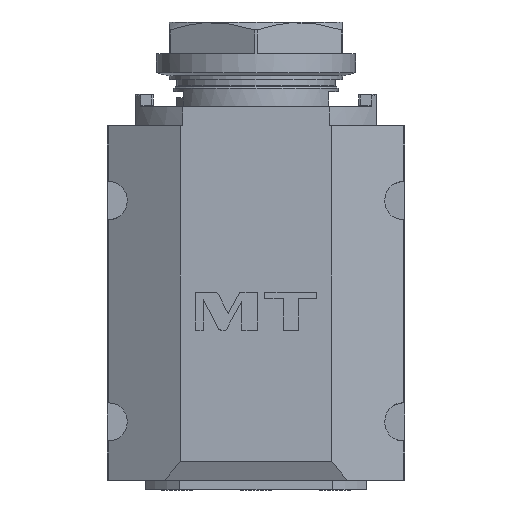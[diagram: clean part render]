
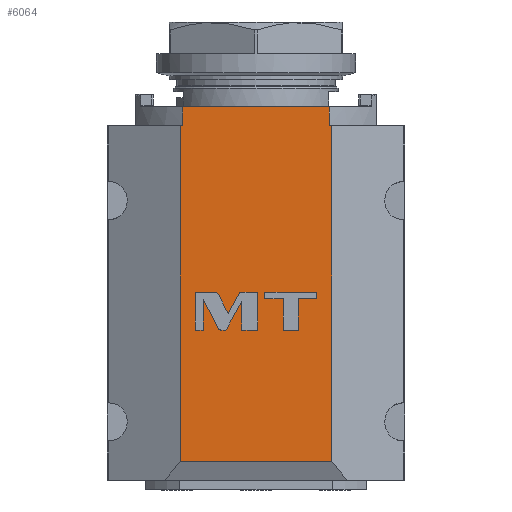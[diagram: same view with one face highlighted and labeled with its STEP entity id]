
A CAD part, left-side view. The second image highlights one B-rep face of the part: STEP entity #6064.
In plain terms, the highlighted planar face has unit normal (-1, 0, 0).
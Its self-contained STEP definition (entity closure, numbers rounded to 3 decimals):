
#56=DIRECTION('',(0.,0.,1.));
#57=VECTOR('',#56,6.);
#58=CARTESIAN_POINT('',(-138.,-23.157,58.7));
#59=LINE('',#58,#57);
#73=DIRECTION('',(0.,-1.,0.));
#74=VECTOR('',#73,0.843);
#75=CARTESIAN_POINT('',(-138.,24.,58.7));
#76=LINE('',#75,#74);
#77=DIRECTION('',(0.,1.,0.));
#78=VECTOR('',#77,46.314);
#79=CARTESIAN_POINT('',(-138.,-23.157,64.7));
#80=LINE('',#79,#78);
#81=DIRECTION('',(0.,-1.,0.));
#82=VECTOR('',#81,0.843);
#83=CARTESIAN_POINT('',(-138.,-23.157,58.7));
#84=LINE('',#83,#82);
#85=DIRECTION('',(0.,0.,1.));
#86=VECTOR('',#85,106.2);
#87=CARTESIAN_POINT('',(-138.,-24.,-47.5));
#88=LINE('',#87,#86);
#89=DIRECTION('',(0.,1.,0.));
#90=VECTOR('',#89,48.);
#91=CARTESIAN_POINT('',(-138.,-24.,-47.5));
#92=LINE('',#91,#90);
#93=DIRECTION('',(0.,0.,1.));
#94=VECTOR('',#93,106.2);
#95=CARTESIAN_POINT('',(-138.,24.,-47.5));
#96=LINE('',#95,#94);
#97=CARTESIAN_POINT('',(-138.,11.863,5.219));
#98=CARTESIAN_POINT('',(-138.,12.112,5.701));
#99=CARTESIAN_POINT('',(-138.,12.604,6.));
#100=CARTESIAN_POINT('',(-138.,13.146,6.));
#102=DIRECTION('',(0.,1.,0.));
#103=VECTOR('',#102,6.032);
#104=CARTESIAN_POINT('',(-138.,13.146,6.));
#105=LINE('',#104,#103);
#106=DIRECTION('',(0.,0.,-1.));
#107=VECTOR('',#106,12.);
#108=CARTESIAN_POINT('',(-138.,19.178,6.));
#109=LINE('',#108,#107);
#110=DIRECTION('',(0.,-1.,0.));
#111=VECTOR('',#110,2.496);
#112=CARTESIAN_POINT('',(-138.,19.178,-6.));
#113=LINE('',#112,#111);
#114=DIRECTION('',(0.,0.,1.));
#115=VECTOR('',#114,9.721);
#116=CARTESIAN_POINT('',(-138.,16.682,-6.));
#117=LINE('',#116,#115);
#118=DIRECTION('',(0.,-0.459,-0.888));
#119=VECTOR('',#118,10.064);
#120=CARTESIAN_POINT('',(-138.,16.682,3.721));
#121=LINE('',#120,#119);
#122=CARTESIAN_POINT('',(-138.,12.059,-5.219));
#123=CARTESIAN_POINT('',(-138.,11.81,-5.701));
#124=CARTESIAN_POINT('',(-138.,11.318,-6.));
#125=CARTESIAN_POINT('',(-138.,10.775,-6.));
#127=DIRECTION('',(0.,-1.,0.));
#128=VECTOR('',#127,1.252);
#129=CARTESIAN_POINT('',(-138.,10.775,-6.));
#130=LINE('',#129,#128);
#131=DIRECTION('',(0.,-0.481,0.877));
#132=VECTOR('',#131,10.412);
#133=CARTESIAN_POINT('',(-138.,9.523,-6.));
#134=LINE('',#133,#132);
#135=DIRECTION('',(0.,0.,-1.));
#136=VECTOR('',#135,9.127);
#137=CARTESIAN_POINT('',(-138.,4.513,3.127));
#138=LINE('',#137,#136);
#139=DIRECTION('',(0.,-1.,0.));
#140=VECTOR('',#139,5.05);
#141=CARTESIAN_POINT('',(-138.,4.513,-6.));
#142=LINE('',#141,#140);
#143=DIRECTION('',(0.,0.,1.));
#144=VECTOR('',#143,12.);
#145=CARTESIAN_POINT('',(-138.,-0.537,-6.));
#146=LINE('',#145,#144);
#147=DIRECTION('',(0.,1.,0.));
#148=VECTOR('',#147,5.693);
#149=CARTESIAN_POINT('',(-138.,-0.537,6.));
#150=LINE('',#149,#148);
#151=DIRECTION('',(0.,0.481,-0.877));
#152=VECTOR('',#151,7.609);
#153=CARTESIAN_POINT('',(-138.,5.156,6.));
#154=LINE('',#153,#152);
#155=DIRECTION('',(0.,0.459,0.888));
#156=VECTOR('',#155,6.63);
#157=CARTESIAN_POINT('',(-138.,8.818,-0.67));
#158=LINE('',#157,#156);
#159=DIRECTION('',(0.,0.,-1.));
#160=VECTOR('',#159,9.956);
#161=CARTESIAN_POINT('',(-138.,-8.607,3.956));
#162=LINE('',#161,#160);
#163=DIRECTION('',(0.,-1.,0.));
#164=VECTOR('',#163,4.752);
#165=CARTESIAN_POINT('',(-138.,-8.607,-6.));
#166=LINE('',#165,#164);
#167=DIRECTION('',(0.,0.,1.));
#168=VECTOR('',#167,9.956);
#169=CARTESIAN_POINT('',(-138.,-13.359,-6.));
#170=LINE('',#169,#168);
#171=DIRECTION('',(0.,-1.,0.));
#172=VECTOR('',#171,5.818);
#173=CARTESIAN_POINT('',(-138.,-13.359,3.956));
#174=LINE('',#173,#172);
#175=DIRECTION('',(0.,0.,1.));
#176=VECTOR('',#175,2.044);
#177=CARTESIAN_POINT('',(-138.,-19.177,3.956));
#178=LINE('',#177,#176);
#179=DIRECTION('',(0.,1.,0.));
#180=VECTOR('',#179,16.388);
#181=CARTESIAN_POINT('',(-138.,-19.177,6.));
#182=LINE('',#181,#180);
#183=DIRECTION('',(0.,0.,-1.));
#184=VECTOR('',#183,2.044);
#185=CARTESIAN_POINT('',(-138.,-2.789,6.));
#186=LINE('',#185,#184);
#187=DIRECTION('',(0.,-1.,0.));
#188=VECTOR('',#187,5.818);
#189=CARTESIAN_POINT('',(-138.,-2.789,3.956));
#190=LINE('',#189,#188);
#255=DIRECTION('',(0.,0.,1.));
#256=VECTOR('',#255,6.);
#257=CARTESIAN_POINT('',(-138.,23.157,58.7));
#258=LINE('',#257,#256);
#4938=CARTESIAN_POINT('',(-138.,24.,58.7));
#4940=VERTEX_POINT('',#4938);
#4942=CARTESIAN_POINT('',(-138.,-24.,58.7));
#4944=VERTEX_POINT('',#4942);
#4989=CARTESIAN_POINT('',(-138.,-24.,-47.5));
#4990=CARTESIAN_POINT('',(-138.,24.,-47.5));
#4991=VERTEX_POINT('',#4989);
#4992=VERTEX_POINT('',#4990);
#5674=CARTESIAN_POINT('',(-138.,-23.157,64.7));
#5675=CARTESIAN_POINT('',(-138.,23.157,64.7));
#5676=VERTEX_POINT('',#5674);
#5677=VERTEX_POINT('',#5675);
#5685=CARTESIAN_POINT('',(-138.,23.157,58.7));
#5687=VERTEX_POINT('',#5685);
#5688=CARTESIAN_POINT('',(-138.,-23.157,58.7));
#5690=VERTEX_POINT('',#5688);
#5867=CARTESIAN_POINT('',(-138.,11.863,5.219));
#5868=VERTEX_POINT('',#5867);
#5869=CARTESIAN_POINT('',(-138.,13.146,6.));
#5870=VERTEX_POINT('',#5869);
#5871=CARTESIAN_POINT('',(-138.,19.178,6.));
#5872=VERTEX_POINT('',#5871);
#5873=CARTESIAN_POINT('',(-138.,19.178,-6.));
#5874=VERTEX_POINT('',#5873);
#5875=CARTESIAN_POINT('',(-138.,16.682,-6.));
#5876=VERTEX_POINT('',#5875);
#5877=CARTESIAN_POINT('',(-138.,16.682,3.721));
#5878=VERTEX_POINT('',#5877);
#5879=CARTESIAN_POINT('',(-138.,12.059,-5.219));
#5880=VERTEX_POINT('',#5879);
#5881=CARTESIAN_POINT('',(-138.,10.775,-6.));
#5882=VERTEX_POINT('',#5881);
#5883=CARTESIAN_POINT('',(-138.,9.523,-6.));
#5884=VERTEX_POINT('',#5883);
#5885=CARTESIAN_POINT('',(-138.,4.513,3.127));
#5886=VERTEX_POINT('',#5885);
#5887=CARTESIAN_POINT('',(-138.,4.513,-6.));
#5888=VERTEX_POINT('',#5887);
#5889=CARTESIAN_POINT('',(-138.,-0.537,-6.));
#5890=VERTEX_POINT('',#5889);
#5891=CARTESIAN_POINT('',(-138.,-0.537,6.));
#5892=VERTEX_POINT('',#5891);
#5893=CARTESIAN_POINT('',(-138.,5.156,6.));
#5894=VERTEX_POINT('',#5893);
#5895=CARTESIAN_POINT('',(-138.,8.818,-0.67));
#5896=VERTEX_POINT('',#5895);
#5897=CARTESIAN_POINT('',(-138.,-8.607,3.956));
#5898=VERTEX_POINT('',#5897);
#5899=CARTESIAN_POINT('',(-138.,-8.607,-6.));
#5900=VERTEX_POINT('',#5899);
#5901=CARTESIAN_POINT('',(-138.,-13.359,-6.));
#5902=VERTEX_POINT('',#5901);
#5903=CARTESIAN_POINT('',(-138.,-13.359,3.956));
#5904=VERTEX_POINT('',#5903);
#5905=CARTESIAN_POINT('',(-138.,-19.177,3.956));
#5906=VERTEX_POINT('',#5905);
#5907=CARTESIAN_POINT('',(-138.,-19.177,6.));
#5908=VERTEX_POINT('',#5907);
#5909=CARTESIAN_POINT('',(-138.,-2.789,6.));
#5910=VERTEX_POINT('',#5909);
#5911=CARTESIAN_POINT('',(-138.,-2.789,3.956));
#5912=VERTEX_POINT('',#5911);
#5993=CARTESIAN_POINT('',(-138.,0.,0.));
#5994=DIRECTION('',(1.,0.,0.));
#5995=DIRECTION('',(0.,1.,0.));
#5996=AXIS2_PLACEMENT_3D('',#5993,#5994,#5995);
#5997=PLANE('',#5996);
#5999=ORIENTED_EDGE('',*,*,#5998,.T.);
#6001=ORIENTED_EDGE('',*,*,#6000,.T.);
#6003=ORIENTED_EDGE('',*,*,#6002,.F.);
#6004=ORIENTED_EDGE('',*,*,#5978,.F.);
#6005=ORIENTED_EDGE('',*,*,#5967,.T.);
#6007=ORIENTED_EDGE('',*,*,#6006,.F.);
#6009=ORIENTED_EDGE('',*,*,#6008,.T.);
#6011=ORIENTED_EDGE('',*,*,#6010,.T.);
#6012=EDGE_LOOP('',(#5999,#6001,#6003,#6004,#6005,#6007,#6009,#6011));
#6013=FACE_OUTER_BOUND('',#6012,.F.);
#6015=ORIENTED_EDGE('',*,*,#6014,.T.);
#6017=ORIENTED_EDGE('',*,*,#6016,.T.);
#6019=ORIENTED_EDGE('',*,*,#6018,.T.);
#6021=ORIENTED_EDGE('',*,*,#6020,.T.);
#6023=ORIENTED_EDGE('',*,*,#6022,.T.);
#6025=ORIENTED_EDGE('',*,*,#6024,.T.);
#6027=ORIENTED_EDGE('',*,*,#6026,.T.);
#6029=ORIENTED_EDGE('',*,*,#6028,.T.);
#6031=ORIENTED_EDGE('',*,*,#6030,.T.);
#6033=ORIENTED_EDGE('',*,*,#6032,.T.);
#6035=ORIENTED_EDGE('',*,*,#6034,.T.);
#6037=ORIENTED_EDGE('',*,*,#6036,.T.);
#6039=ORIENTED_EDGE('',*,*,#6038,.T.);
#6041=ORIENTED_EDGE('',*,*,#6040,.T.);
#6043=ORIENTED_EDGE('',*,*,#6042,.T.);
#6044=EDGE_LOOP('',(#6015,#6017,#6019,#6021,#6023,#6025,#6027,#6029,#6031,#6033,
#6035,#6037,#6039,#6041,#6043));
#6045=FACE_BOUND('',#6044,.F.);
#6047=ORIENTED_EDGE('',*,*,#6046,.T.);
#6049=ORIENTED_EDGE('',*,*,#6048,.T.);
#6051=ORIENTED_EDGE('',*,*,#6050,.T.);
#6053=ORIENTED_EDGE('',*,*,#6052,.T.);
#6055=ORIENTED_EDGE('',*,*,#6054,.T.);
#6057=ORIENTED_EDGE('',*,*,#6056,.T.);
#6059=ORIENTED_EDGE('',*,*,#6058,.T.);
#6061=ORIENTED_EDGE('',*,*,#6060,.T.);
#6062=EDGE_LOOP('',(#6047,#6049,#6051,#6053,#6055,#6057,#6059,#6061));
#6063=FACE_BOUND('',#6062,.F.);
#6064=ADVANCED_FACE('',(#6013,#6045,#6063),#5997,.F.);
#101=B_SPLINE_CURVE_WITH_KNOTS('',3,(#97,#98,#99,#100),.UNSPECIFIED.,.F.,.F.,(4,
4),(0.,1.),.UNSPECIFIED.);
#126=B_SPLINE_CURVE_WITH_KNOTS('',3,(#122,#123,#124,#125),.UNSPECIFIED.,.F.,.F.,
(4,4),(0.,1.),.UNSPECIFIED.);
#5967=EDGE_CURVE('',#5690,#4944,#84,.T.);
#5978=EDGE_CURVE('',#5690,#5676,#59,.T.);
#5998=EDGE_CURVE('',#4940,#5687,#76,.T.);
#6000=EDGE_CURVE('',#5687,#5677,#258,.T.);
#6002=EDGE_CURVE('',#5676,#5677,#80,.T.);
#6006=EDGE_CURVE('',#4991,#4944,#88,.T.);
#6008=EDGE_CURVE('',#4991,#4992,#92,.T.);
#6010=EDGE_CURVE('',#4992,#4940,#96,.T.);
#6014=EDGE_CURVE('',#5868,#5870,#101,.T.);
#6016=EDGE_CURVE('',#5870,#5872,#105,.T.);
#6018=EDGE_CURVE('',#5872,#5874,#109,.T.);
#6020=EDGE_CURVE('',#5874,#5876,#113,.T.);
#6022=EDGE_CURVE('',#5876,#5878,#117,.T.);
#6024=EDGE_CURVE('',#5878,#5880,#121,.T.);
#6026=EDGE_CURVE('',#5880,#5882,#126,.T.);
#6028=EDGE_CURVE('',#5882,#5884,#130,.T.);
#6030=EDGE_CURVE('',#5884,#5886,#134,.T.);
#6032=EDGE_CURVE('',#5886,#5888,#138,.T.);
#6034=EDGE_CURVE('',#5888,#5890,#142,.T.);
#6036=EDGE_CURVE('',#5890,#5892,#146,.T.);
#6038=EDGE_CURVE('',#5892,#5894,#150,.T.);
#6040=EDGE_CURVE('',#5894,#5896,#154,.T.);
#6042=EDGE_CURVE('',#5896,#5868,#158,.T.);
#6046=EDGE_CURVE('',#5898,#5900,#162,.T.);
#6048=EDGE_CURVE('',#5900,#5902,#166,.T.);
#6050=EDGE_CURVE('',#5902,#5904,#170,.T.);
#6052=EDGE_CURVE('',#5904,#5906,#174,.T.);
#6054=EDGE_CURVE('',#5906,#5908,#178,.T.);
#6056=EDGE_CURVE('',#5908,#5910,#182,.T.);
#6058=EDGE_CURVE('',#5910,#5912,#186,.T.);
#6060=EDGE_CURVE('',#5912,#5898,#190,.T.);
